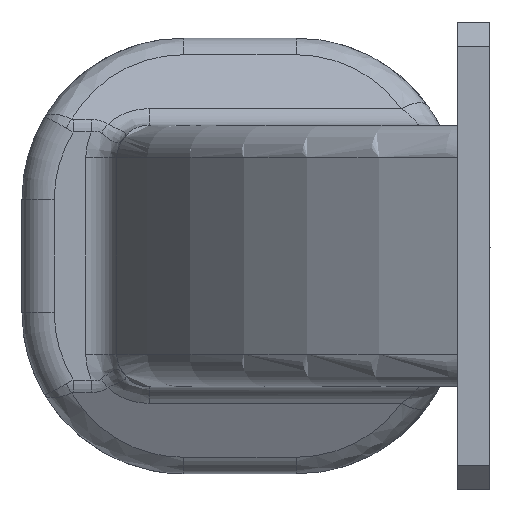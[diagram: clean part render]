
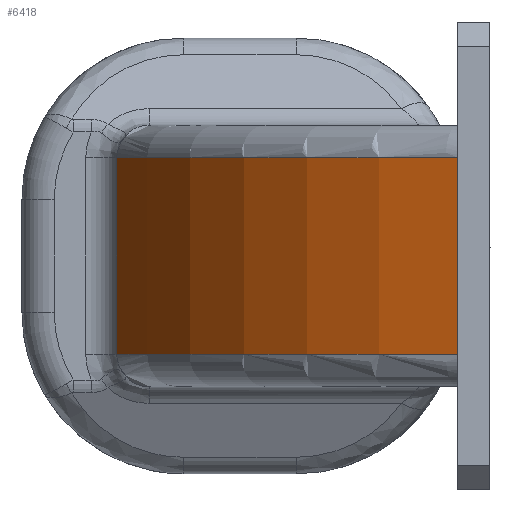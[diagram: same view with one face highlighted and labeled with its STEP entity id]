
A CAD part, left-side view. The second image highlights one B-rep face of the part: STEP entity #6418.
In plain terms, the highlighted cylindrical face has radius 34.5 mm (diameter 69 mm), a partial arc.
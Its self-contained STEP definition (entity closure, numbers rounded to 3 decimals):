
#710=DIRECTION('',(0.,0.,1.));
#711=VECTOR('',#710,12.2);
#712=CARTESIAN_POINT('',(-17.44,7.626,-6.1));
#713=LINE('995',#712,#711);
#714=CARTESIAN_POINT('',(-7.8,-25.5,6.1));
#715=DIRECTION('',(0.,0.,1.));
#716=DIRECTION('',(-0.279,0.96,0.));
#717=AXIS2_PLACEMENT_3D('',#714,#715,#716);
#719=DIRECTION('',(0.,0.,1.));
#720=VECTOR('',#719,12.2);
#721=CARTESIAN_POINT('',(-40.146,-13.5,-6.1));
#722=LINE('992',#721,#720);
#723=CARTESIAN_POINT('',(-7.8,-25.5,-6.1));
#724=DIRECTION('',(0.,0.,-1.));
#725=DIRECTION('',(-0.938,0.348,0.));
#726=AXIS2_PLACEMENT_3D('',#723,#724,#725);
#4808=CARTESIAN_POINT('',(-40.146,-13.5,-6.1));
#4809=CARTESIAN_POINT('',(-40.146,-13.5,6.1));
#4810=VERTEX_POINT('',#4808);
#4811=VERTEX_POINT('',#4809);
#4814=CARTESIAN_POINT('',(-17.44,7.626,
-6.1));
#4815=CARTESIAN_POINT('',(-17.44,7.626,6.1));
#4816=VERTEX_POINT('',#4814);
#4817=VERTEX_POINT('',#4815);
#6406=CARTESIAN_POINT('',(-7.8,-25.5,-8.1));
#6407=DIRECTION('',(0.,0.,1.));
#6408=DIRECTION('',(1.,0.,0.));
#6409=AXIS2_PLACEMENT_3D('',#6406,#6407,#6408);
#6410=CYLINDRICAL_SURFACE('294',#6409,34.5);
#6411=ORIENTED_EDGE('995',*,*,#6390,.T.);
#6412=ORIENTED_EDGE('999',*,*,#6225,.T.);
#6413=ORIENTED_EDGE('992',*,*,#6079,.F.);
#6415=ORIENTED_EDGE('997',*,*,#6414,.T.);
#6416=EDGE_LOOP('294',(#6411,#6412,#6413,#6415));
#6417=FACE_OUTER_BOUND('294',#6416,.F.);
#718=CIRCLE('999',#717,34.5);
#727=CIRCLE('997',#726,34.5);
#6079=EDGE_CURVE('992',#4810,#4811,#722,.T.);
#6225=EDGE_CURVE('999',#4817,#4811,#718,.T.);
#6390=EDGE_CURVE('995',#4816,#4817,#713,.T.);
#6414=EDGE_CURVE('997',#4810,#4816,#727,.T.);
#6418=ADVANCED_FACE('294',(#6417),#6410,.T.);
